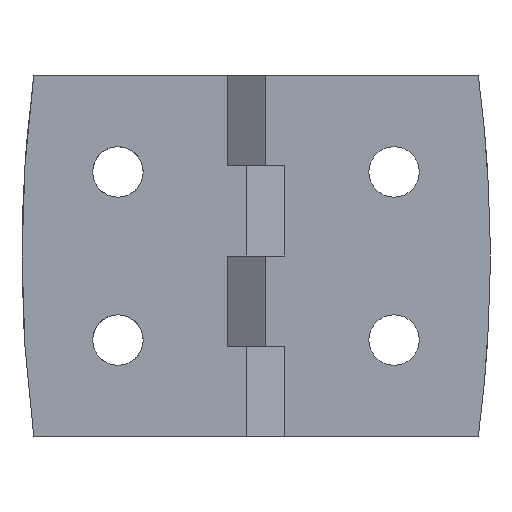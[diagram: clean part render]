
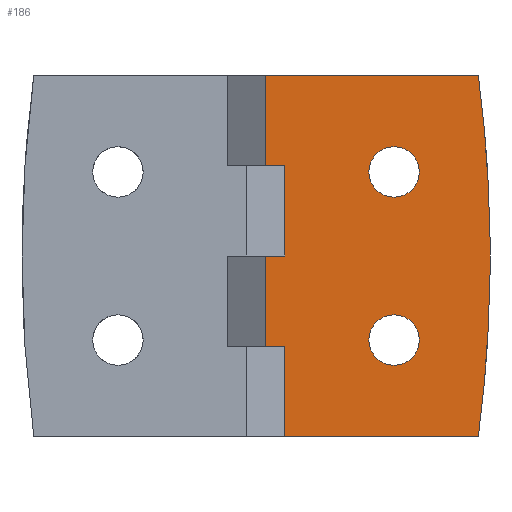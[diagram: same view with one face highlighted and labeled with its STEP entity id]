
A CAD part, front view. The second image highlights one B-rep face of the part: STEP entity #186.
In plain terms, the highlighted planar face has unit normal (0, -1, 0).
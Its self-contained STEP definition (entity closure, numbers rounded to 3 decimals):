
#186 = ADVANCED_FACE( '', ( #361, #362, #363 ), #364, .F. );
#361 = FACE_BOUND( '', #551, .T. );
#362 = FACE_BOUND( '', #552, .T. );
#363 = FACE_OUTER_BOUND( '', #553, .T. );
#364 = PLANE( '', #554 );
#551 = EDGE_LOOP( '', ( #844 ) );
#552 = EDGE_LOOP( '', ( #845 ) );
#553 = EDGE_LOOP( '', ( #846, #847, #848, #849, #850, #851, #852, #853, #854, #855, #856, #857 ) );
#554 = AXIS2_PLACEMENT_3D( '', #858, #859, #860 );
#844 = ORIENTED_EDGE( '', *, *, #1073, .T. );
#845 = ORIENTED_EDGE( '', *, *, #1165, .T. );
#846 = ORIENTED_EDGE( '', *, *, #1167, .T. );
#847 = ORIENTED_EDGE( '', *, *, #1168, .T. );
#848 = ORIENTED_EDGE( '', *, *, #1096, .T. );
#849 = ORIENTED_EDGE( '', *, *, #1111, .T. );
#850 = ORIENTED_EDGE( '', *, *, #1083, .F. );
#851 = ORIENTED_EDGE( '', *, *, #1125, .T. );
#852 = ORIENTED_EDGE( '', *, *, #1142, .F. );
#853 = ORIENTED_EDGE( '', *, *, #1169, .T. );
#854 = ORIENTED_EDGE( '', *, *, #1170, .T. );
#855 = ORIENTED_EDGE( '', *, *, #1161, .F. );
#856 = ORIENTED_EDGE( '', *, *, #1171, .F. );
#857 = ORIENTED_EDGE( '', *, *, #1172, .T. );
#858 = CARTESIAN_POINT( '', ( 0.8, -5.5, 15. ) );
#859 = DIRECTION( '', ( 0., 1., 0. ) );
#860 = DIRECTION( '', ( 0., 0., 1. ) );
#1073 = EDGE_CURVE( '', #1243, #1243, #1244, .T. );
#1083 = EDGE_CURVE( '', #1260, #1261, #1262, .T. );
#1096 = EDGE_CURVE( '', #1283, #1284, #1285, .T. );
#1111 = EDGE_CURVE( '', #1284, #1261, #1309, .F. );
#1125 = EDGE_CURVE( '', #1260, #1329, #1331, .F. );
#1142 = EDGE_CURVE( '', #1355, #1329, #1357, .T. );
#1161 = EDGE_CURVE( '', #1385, #1386, #1387, .T. );
#1165 = EDGE_CURVE( '', #1391, #1391, #1392, .T. );
#1167 = EDGE_CURVE( '', #1394, #1395, #1396, .T. );
#1168 = EDGE_CURVE( '', #1395, #1283, #1397, .T. );
#1169 = EDGE_CURVE( '', #1355, #1398, #1399, .T. );
#1170 = EDGE_CURVE( '', #1398, #1386, #1400, .T. );
#1171 = EDGE_CURVE( '', #1401, #1385, #1402, .T. );
#1172 = EDGE_CURVE( '', #1401, #1394, #1403, .T. );
#1243 = VERTEX_POINT( '', #1490 );
#1244 = CIRCLE( '', #1491, 2.1 );
#1260 = VERTEX_POINT( '', #1513 );
#1261 = VERTEX_POINT( '', #1514 );
#1262 = LINE( '', #1515, #1516 );
#1283 = VERTEX_POINT( '', #1607 );
#1284 = VERTEX_POINT( '', #1608 );
#1285 = LINE( '', #1609, #1610 );
#1309 = CIRCLE( '', #1642, 115.888 );
#1329 = VERTEX_POINT( '', #1673 );
#1331 = CIRCLE( '', #1676, 115.888 );
#1355 = VERTEX_POINT( '', #1702 );
#1357 = LINE( '', #1705, #1706 );
#1385 = VERTEX_POINT( '', #1743 );
#1386 = VERTEX_POINT( '', #1744 );
#1387 = LINE( '', #1745, #1746 );
#1391 = VERTEX_POINT( '', #1752 );
#1392 = CIRCLE( '', #1753, 2.1 );
#1394 = VERTEX_POINT( '', #1755 );
#1395 = VERTEX_POINT( '', #1756 );
#1396 = LINE( '', #1757, #1758 );
#1397 = LINE( '', #1759, #1760 );
#1398 = VERTEX_POINT( '', #1761 );
#1399 = LINE( '', #1762, #1763 );
#1400 = LINE( '', #1764, #1765 );
#1401 = VERTEX_POINT( '', #1766 );
#1402 = LINE( '', #1767, #1768 );
#1403 = LINE( '', #1769, #1770 );
#1490 = CARTESIAN_POINT( '', ( 11.5, -5.5, -4.9 ) );
#1491 = AXIS2_PLACEMENT_3D( '', #2055, #2056, #2057 );
#1513 = CARTESIAN_POINT( '', ( 19.49, -5.5, 1.522 ) );
#1514 = CARTESIAN_POINT( '', ( 19.49, -5.5, -1.522 ) );
#1515 = CARTESIAN_POINT( '', ( 19.49, -5.5, 15. ) );
#1516 = VECTOR( '', #2069, 1000. );
#1607 = CARTESIAN_POINT( '', ( 2.4, -5.5, -15. ) );
#1608 = CARTESIAN_POINT( '', ( 18.525, -5.5, -15. ) );
#1609 = CARTESIAN_POINT( '', ( 0.8, -5.5, -15. ) );
#1610 = VECTOR( '', #2084, 1000. );
#1642 = AXIS2_PLACEMENT_3D( '', #2102, #2103, #2104 );
#1673 = CARTESIAN_POINT( '', ( 18.525, -5.5, 15. ) );
#1676 = AXIS2_PLACEMENT_3D( '', #2117, #2118, #2119 );
#1702 = CARTESIAN_POINT( '', ( 0.8, -5.5, 15. ) );
#1705 = CARTESIAN_POINT( '', ( 0.8, -5.5, 15. ) );
#1706 = VECTOR( '', #2147, 1000. );
#1743 = CARTESIAN_POINT( '', ( 2.4, -5.5, 0. ) );
#1744 = CARTESIAN_POINT( '', ( 2.4, -5.5, 7.5 ) );
#1745 = CARTESIAN_POINT( '', ( 2.4, -5.5, 15. ) );
#1746 = VECTOR( '', #2169, 1000. );
#1752 = CARTESIAN_POINT( '', ( 11.5, -5.5, 9.1 ) );
#1753 = AXIS2_PLACEMENT_3D( '', #2172, #2173, #2174 );
#1755 = CARTESIAN_POINT( '', ( 0.8, -5.5, -7.5 ) );
#1756 = CARTESIAN_POINT( '', ( 2.4, -5.5, -7.5 ) );
#1757 = CARTESIAN_POINT( '', ( 0.8, -5.5, -7.5 ) );
#1758 = VECTOR( '', #2175, 1000. );
#1759 = CARTESIAN_POINT( '', ( 2.4, -5.5, 15. ) );
#1760 = VECTOR( '', #2176, 1000. );
#1761 = CARTESIAN_POINT( '', ( 0.8, -5.5, 7.5 ) );
#1762 = CARTESIAN_POINT( '', ( 0.8, -5.5, 15. ) );
#1763 = VECTOR( '', #2177, 1000. );
#1764 = CARTESIAN_POINT( '', ( 0.8, -5.5, 7.5 ) );
#1765 = VECTOR( '', #2178, 1000. );
#1766 = CARTESIAN_POINT( '', ( 0.8, -5.5, 0. ) );
#1767 = CARTESIAN_POINT( '', ( 0.8, -5.5, 0. ) );
#1768 = VECTOR( '', #2179, 1000. );
#1769 = CARTESIAN_POINT( '', ( 0.8, -5.5, 15. ) );
#1770 = VECTOR( '', #2180, 1000. );
#2055 = CARTESIAN_POINT( '', ( 11.5, -5.5, -7. ) );
#2056 = DIRECTION( '', ( 0., 1., 0. ) );
#2057 = DIRECTION( '', ( 0., 0., 1. ) );
#2069 = DIRECTION( '', ( 0., 0., -1. ) );
#2084 = DIRECTION( '', ( 1., 0., 0. ) );
#2102 = CARTESIAN_POINT( '', ( -96.388, -5.5, 0. ) );
#2103 = DIRECTION( '', ( 0., 1., 0. ) );
#2104 = DIRECTION( '', ( 0., 0., 1. ) );
#2117 = CARTESIAN_POINT( '', ( -96.388, -5.5, 0. ) );
#2118 = DIRECTION( '', ( 0., 1., 0. ) );
#2119 = DIRECTION( '', ( 0., 0., 1. ) );
#2147 = DIRECTION( '', ( 1., 0., 0. ) );
#2169 = DIRECTION( '', ( 0., 0., 1. ) );
#2172 = CARTESIAN_POINT( '', ( 11.5, -5.5, 7. ) );
#2173 = DIRECTION( '', ( 0., 1., 0. ) );
#2174 = DIRECTION( '', ( 0., 0., 1. ) );
#2175 = DIRECTION( '', ( 1., 0., 0. ) );
#2176 = DIRECTION( '', ( 0., 0., -1. ) );
#2177 = DIRECTION( '', ( 0., 0., -1. ) );
#2178 = DIRECTION( '', ( 1., 0., 0. ) );
#2179 = DIRECTION( '', ( 1., 0., 0. ) );
#2180 = DIRECTION( '', ( 0., 0., -1. ) );
